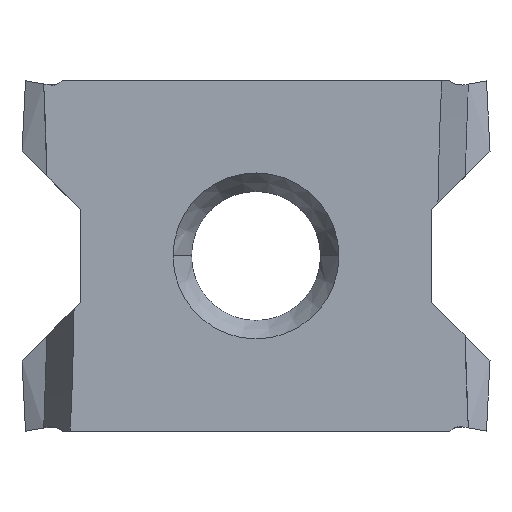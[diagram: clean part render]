
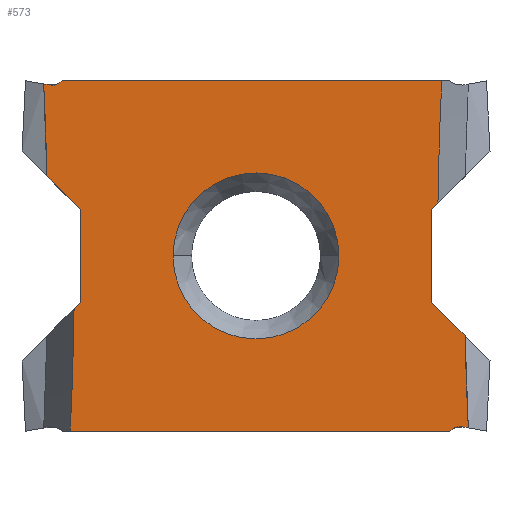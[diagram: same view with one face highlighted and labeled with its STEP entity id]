
A CAD part, top view. The second image highlights one B-rep face of the part: STEP entity #573.
In plain terms, the highlighted planar face has unit normal (0, 0, 1).
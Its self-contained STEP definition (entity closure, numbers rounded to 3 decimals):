
#108=CARTESIAN_POINT('',(5.25,-4.75,1.2));
#109=VERTEX_POINT('',#108);
#110=CARTESIAN_POINT('',(-5.038,-4.75,1.2));
#111=VERTEX_POINT('',#110);
#112=CARTESIAN_POINT('',(0.0,-4.75,1.2));
#113=DIRECTION('',(-1.0,0.0,-0.0));
#114=VECTOR('',#113,1.0);
#115=LINE('',#112,#114);
#116=EDGE_CURVE('n� 2249',#109,#111,#115,.T.);
#251=CARTESIAN_POINT('',(-4.935,-1.435,1.2));
#252=VERTEX_POINT('',#251);
#260=CARTESIAN_POINT('',(-4.75,-1.25,1.2));
#261=VERTEX_POINT('',#260);
#262=CARTESIAN_POINT('',(-6.347,-2.847,1.2));
#263=DIRECTION('',(0.707,0.707,0.0));
#264=VECTOR('',#263,1.0);
#265=LINE('',#262,#264);
#266=EDGE_CURVE('n� 2355',#252,#261,#265,.T.);
#290=CARTESIAN_POINT('',(-4.75,1.25,1.2));
#291=VERTEX_POINT('',#290);
#292=CARTESIAN_POINT('',(-4.75,0.0,1.2));
#293=DIRECTION('',(0.0,-1.0,0.0));
#294=VECTOR('',#293,1.0);
#295=LINE('',#292,#294);
#296=EDGE_CURVE('n� 2374',#291,#261,#295,.T.);
#437=CARTESIAN_POINT('',(-5.671,2.171,1.2));
#438=VERTEX_POINT('',#437);
#439=CARTESIAN_POINT('',(-6.347,2.847,1.2));
#440=DIRECTION('',(0.707,-0.707,0.0));
#441=VECTOR('',#440,1.0);
#442=LINE('',#439,#441);
#443=EDGE_CURVE('n� 2481',#438,#291,#442,.T.);
#444=ORIENTED_EDGE('',*,*,#443,.T.);
#445=ORIENTED_EDGE('',*,*,#296,.T.);
#446=ORIENTED_EDGE('',*,*,#266,.F.);
#447=CARTESIAN_POINT('',(-104.95,0.0,1.2));
#448=DIRECTION('',(0.0,0.0,1.0));
#449=DIRECTION('',(-1.0,0.0,0.0));
#450=AXIS2_PLACEMENT_3D('',#447,#448,#449);
#451=CIRCLE('',#450,100.025);
#452=EDGE_CURVE('n� 2489',#111,#252,#451,.T.);
#453=ORIENTED_EDGE('',*,*,#452,.F.);
#454=ORIENTED_EDGE('',*,*,#116,.F.);
#455=CARTESIAN_POINT('',(5.605,-4.636,1.2));
#456=VERTEX_POINT('',#455);
#457=CARTESIAN_POINT('',(5.535,-5.03,1.2));
#458=DIRECTION('',(0.0,0.0,-1.0));
#459=DIRECTION('',(1.0,0.0,0.0));
#460=AXIS2_PLACEMENT_3D('',#457,#458,#459);
#461=CIRCLE('',#460,0.4);
#462=EDGE_CURVE('n� 2497',#109,#456,#461,.T.);
#463=ORIENTED_EDGE('',*,*,#462,.T.);
#464=CARTESIAN_POINT('',(5.757,-4.663,1.2));
#465=VERTEX_POINT('',#464);
#466=CARTESIAN_POINT('',(6.25,-4.75,1.2));
#467=DIRECTION('',(-0.985,0.174,0.0));
#468=VECTOR('',#467,1.0);
#469=LINE('',#466,#468);
#470=EDGE_CURVE('n� 2503',#465,#456,#469,.T.);
#471=ORIENTED_EDGE('',*,*,#470,.F.);
#472=CARTESIAN_POINT('',(5.671,-2.171,1.2));
#473=VERTEX_POINT('',#472);
#474=CARTESIAN_POINT('',(104.95,0.0,1.2));
#475=DIRECTION('',(0.0,0.0,-1.0));
#476=DIRECTION('',(-1.0,0.0,0.0));
#477=AXIS2_PLACEMENT_3D('',#474,#475,#476);
#478=CIRCLE('',#477,99.303);
#479=EDGE_CURVE('n� 2509',#465,#473,#478,.T.);
#480=ORIENTED_EDGE('',*,*,#479,.T.);
#481=CARTESIAN_POINT('',(4.75,-1.25,1.2));
#482=VERTEX_POINT('',#481);
#483=CARTESIAN_POINT('',(6.347,-2.847,1.2));
#484=DIRECTION('',(-0.707,0.707,0.0));
#485=VECTOR('',#484,1.0);
#486=LINE('',#483,#485);
#487=EDGE_CURVE('n� 2515',#473,#482,#486,.T.);
#488=ORIENTED_EDGE('',*,*,#487,.T.);
#489=CARTESIAN_POINT('',(4.75,1.25,1.2));
#490=VERTEX_POINT('',#489);
#491=CARTESIAN_POINT('',(4.75,-0.0,1.2));
#492=DIRECTION('',(0.0,1.0,0.0));
#493=VECTOR('',#492,1.0);
#494=LINE('',#491,#493);
#495=EDGE_CURVE('n� 2521',#482,#490,#494,.T.);
#496=ORIENTED_EDGE('',*,*,#495,.T.);
#497=CARTESIAN_POINT('',(4.935,1.435,1.2));
#498=VERTEX_POINT('',#497);
#499=CARTESIAN_POINT('',(6.347,2.847,1.2));
#500=DIRECTION('',(-0.707,-0.707,-0.0));
#501=VECTOR('',#500,1.0);
#502=LINE('',#499,#501);
#503=EDGE_CURVE('n� 2527',#498,#490,#502,.T.);
#504=ORIENTED_EDGE('',*,*,#503,.F.);
#505=CARTESIAN_POINT('',(5.038,4.75,1.2));
#506=VERTEX_POINT('',#505);
#507=CARTESIAN_POINT('',(104.95,-0.0,1.2));
#508=DIRECTION('',(0.0,-0.0,1.0));
#509=DIRECTION('',(0.0,1.0,0.0));
#510=AXIS2_PLACEMENT_3D('',#507,#508,#509);
#511=CIRCLE('',#510,100.025);
#512=EDGE_CURVE('n� 2533',#506,#498,#511,.T.);
#513=ORIENTED_EDGE('',*,*,#512,.F.);
#514=CARTESIAN_POINT('',(-5.25,4.75,1.2));
#515=VERTEX_POINT('',#514);
#516=CARTESIAN_POINT('',(0.0,4.75,1.2));
#517=DIRECTION('',(-1.0,0.0,-0.0));
#518=VECTOR('',#517,1.0);
#519=LINE('',#516,#518);
#520=EDGE_CURVE('n� 2539',#506,#515,#519,.T.);
#521=ORIENTED_EDGE('',*,*,#520,.T.);
#522=CARTESIAN_POINT('',(-5.605,4.636,1.2));
#523=VERTEX_POINT('',#522);
#524=CARTESIAN_POINT('',(-5.535,5.03,1.2));
#525=DIRECTION('',(0.0,0.0,-1.0));
#526=DIRECTION('',(1.0,0.0,0.0));
#527=AXIS2_PLACEMENT_3D('',#524,#525,#526);
#528=CIRCLE('',#527,0.4);
#529=EDGE_CURVE('n� 2545',#515,#523,#528,.T.);
#530=ORIENTED_EDGE('',*,*,#529,.T.);
#531=CARTESIAN_POINT('',(-5.757,4.663,1.2));
#532=VERTEX_POINT('',#531);
#533=CARTESIAN_POINT('',(-6.25,4.75,1.2));
#534=DIRECTION('',(0.985,-0.174,0.0));
#535=VECTOR('',#534,1.0);
#536=LINE('',#533,#535);
#537=EDGE_CURVE('n� 2551',#532,#523,#536,.T.);
#538=ORIENTED_EDGE('',*,*,#537,.F.);
#539=CARTESIAN_POINT('',(-104.95,0.0,1.2));
#540=DIRECTION('',(0.0,0.0,-1.0));
#541=DIRECTION('',(-1.0,0.0,0.0));
#542=AXIS2_PLACEMENT_3D('',#539,#540,#541);
#543=CIRCLE('',#542,99.303);
#544=EDGE_CURVE('n� 2555',#532,#438,#543,.T.);
#545=ORIENTED_EDGE('',*,*,#544,.T.);
#546=EDGE_LOOP('',(
    #444,#445,#446,#453,#454,#463,#471,#480,#488,#496,
    #504,#513,#521,#530,#538,#545));
#547=FACE_OUTER_BOUND('',#546,.T.);
#548=CARTESIAN_POINT('',(-2.25,0.0,1.2));
#549=VERTEX_POINT('',#548);
#550=CARTESIAN_POINT('',(2.25,0.0,1.2));
#551=VERTEX_POINT('',#550);
#552=CARTESIAN_POINT('',(0.0,0.0,1.2));
#553=DIRECTION('',(0.0,0.0,-1.0));
#554=DIRECTION('',(-1.0,0.0,0.0));
#555=AXIS2_PLACEMENT_3D('',#552,#553,#554);
#556=CIRCLE('',#555,2.25);
#557=EDGE_CURVE('n� 2564',#549,#551,#556,.T.);
#558=ORIENTED_EDGE('',*,*,#557,.T.);
#559=CARTESIAN_POINT('',(0.0,0.0,1.2));
#560=DIRECTION('',(0.0,0.0,-1.0));
#561=DIRECTION('',(-1.0,0.0,0.0));
#562=AXIS2_PLACEMENT_3D('',#559,#560,#561);
#563=CIRCLE('',#562,2.25);
#564=EDGE_CURVE('n� 2568',#551,#549,#563,.T.);
#565=ORIENTED_EDGE('',*,*,#564,.T.);
#566=EDGE_LOOP('',(#558,#565));
#567=FACE_BOUND('',#566,.T.);
#568=CARTESIAN_POINT('',(-5.535,-5.03,1.2));
#569=DIRECTION('',(0.0,0.0,1.0));
#570=DIRECTION('',(1.0,0.0,0.0));
#571=AXIS2_PLACEMENT_3D('',#568,#569,#570);
#572=PLANE('',#571);
#573=ADVANCED_FACE('n� 2474',(#547,#567),#572,.T.);
